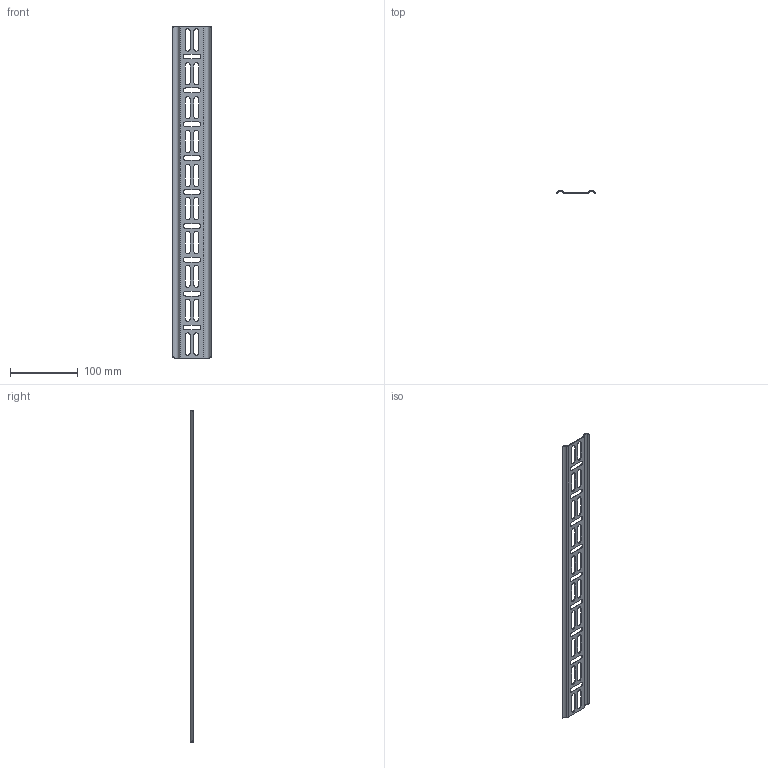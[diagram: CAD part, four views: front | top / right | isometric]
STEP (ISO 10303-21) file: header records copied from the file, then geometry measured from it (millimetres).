
FILE_DESCRIPTION(/* description */ (''),/* implementation_level */ '2;1');
FILE_NAME(/* name */ 'BZK500.stp',/* time_stamp */ '2020-11-17T08:21:12+01:00',/* author */ ('stanislaw.luczak'),/* organization */ (''),/* preprocessor_version */ 'ST-DEVELOPER v18.1',/* originating_system */ 'Autodesk Inventor 2021',/* authorisation */ '');
FILE_SCHEMA (('AP203_CONFIGURATION_CONTROLLED_3D_DESIGN_OF_MECHANICAL_PARTS_AND_ASSEMBLIES_MIM_LF { 1 0 10303 203 3 1 4 }','AUTOMOTIVE_DESIGN { 1 0 10303 214 3 1 1 }'));
Length unit declared in the file: millimetre
Products named in the file (1): BZK500
Bounding box: 58.37 x 4.99 x 490 mm (x, y, z)
Volume: 25422.9 mm3; surface area: 53965.1 mm2
Topology: 1 solids, 1 shells, 150 faces, 420 edges, 272 vertices
Faces by surface type: plane 76, cylinder 70, bspline 4
Entity records: 5045 total; most frequent: CARTESIAN_POINT 927, DIRECTION 846, ORIENTED_EDGE 840, EDGE_CURVE 420, AXIS2_PLACEMENT_3D 287, LINE 272, VECTOR 272, VERTEX_POINT 272
